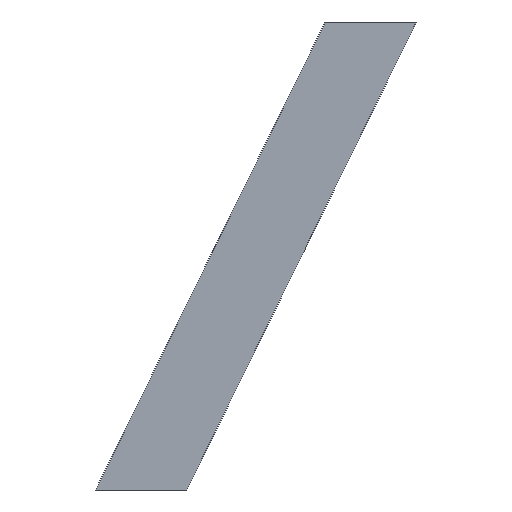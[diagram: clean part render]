
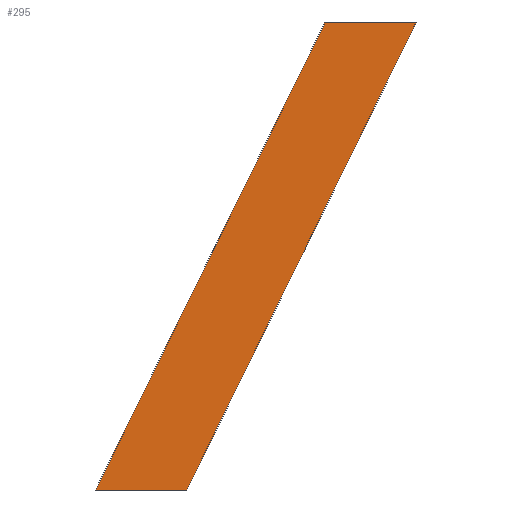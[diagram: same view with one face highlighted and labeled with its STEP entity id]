
A CAD part, left-side view. The second image highlights one B-rep face of the part: STEP entity #295.
In plain terms, the highlighted planar face has unit normal (-1, 0, 0).
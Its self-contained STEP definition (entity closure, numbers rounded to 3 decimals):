
#37=FACE_OUTER_BOUND('',#55,.T.);
#55=EDGE_LOOP('',(#247,#248,#249,#250));
#89=LINE('',#481,#125);
#90=LINE('',#484,#126);
#91=LINE('',#486,#127);
#92=LINE('',#487,#128);
#125=VECTOR('',#397,10.);
#126=VECTOR('',#400,10.);
#127=VECTOR('',#401,10.);
#128=VECTOR('',#402,10.);
#151=VERTEX_POINT('',#477);
#152=VERTEX_POINT('',#479);
#153=VERTEX_POINT('',#483);
#154=VERTEX_POINT('',#485);
#185=EDGE_CURVE('',#151,#152,#89,.T.);
#186=EDGE_CURVE('',#153,#151,#90,.T.);
#187=EDGE_CURVE('',#154,#152,#91,.T.);
#188=EDGE_CURVE('',#153,#154,#92,.T.);
#247=ORIENTED_EDGE('',*,*,#186,.T.);
#248=ORIENTED_EDGE('',*,*,#185,.T.);
#249=ORIENTED_EDGE('',*,*,#187,.F.);
#250=ORIENTED_EDGE('',*,*,#188,.F.);
#277=PLANE('',#330);
#295=ADVANCED_FACE('',(#37),#277,.T.);
#330=AXIS2_PLACEMENT_3D('',#482,#398,#399);
#397=DIRECTION('',(0.,-0.441,0.898));
#398=DIRECTION('center_axis',(-1.,0.,0.));
#399=DIRECTION('ref_axis',(0.,-1.,0.));
#400=DIRECTION('',(0.,-1.,0.));
#401=DIRECTION('',(0.,-1.,0.));
#402=DIRECTION('',(0.,-0.441,0.898));
#477=CARTESIAN_POINT('',(-14.771,62.564,-17.2));
#479=CARTESIAN_POINT('',(-14.771,55.012,-1.81));
#481=CARTESIAN_POINT('',(-14.771,62.564,-17.2));
#482=CARTESIAN_POINT('Origin',(-14.771,65.564,-17.2));
#483=CARTESIAN_POINT('',(-14.771,65.564,-17.2));
#484=CARTESIAN_POINT('',(-14.771,65.564,-17.2));
#485=CARTESIAN_POINT('',(-14.771,58.012,-1.81));
#486=CARTESIAN_POINT('',(-14.771,58.012,-1.81));
#487=CARTESIAN_POINT('',(-14.771,65.564,-17.2));
